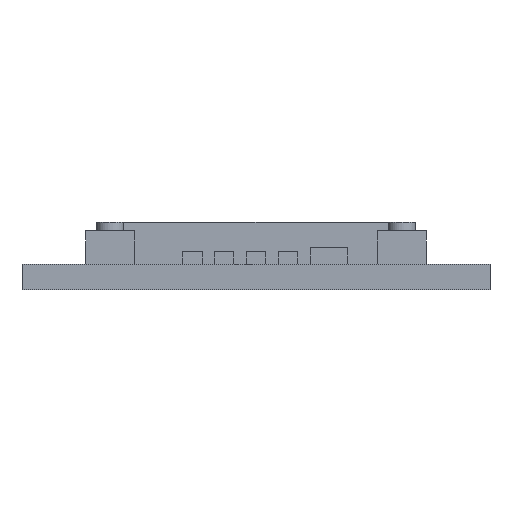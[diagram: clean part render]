
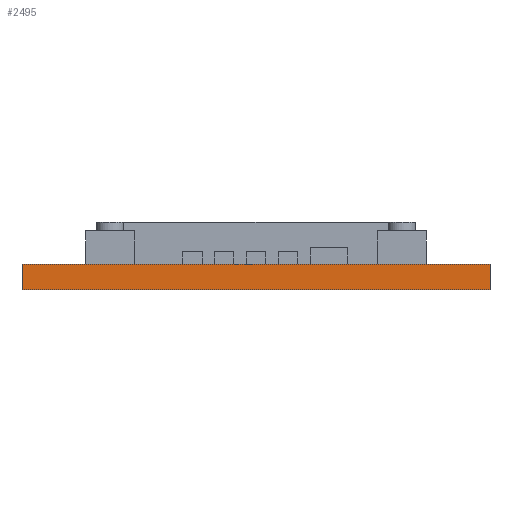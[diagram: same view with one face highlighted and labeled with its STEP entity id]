
A CAD part, front view. The second image highlights one B-rep face of the part: STEP entity #2495.
In plain terms, the highlighted planar face has unit normal (0, -1, 0).
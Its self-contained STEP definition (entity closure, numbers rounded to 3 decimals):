
#379=FACE_OUTER_BOUND('',#551,.T.);
#551=EDGE_LOOP('',(#2247,#2248,#2249,#2250));
#612=LINE('',#3420,#858);
#832=LINE('',#4037,#1078);
#837=LINE('',#4046,#1083);
#838=LINE('',#4048,#1084);
#858=VECTOR('',#2752,10.);
#1078=VECTOR('',#3362,10.);
#1083=VECTOR('',#3371,10.);
#1084=VECTOR('',#3374,10.);
#1099=VERTEX_POINT('',#3418);
#1100=VERTEX_POINT('',#3419);
#1301=VERTEX_POINT('',#4034);
#1304=VERTEX_POINT('',#4044);
#1324=EDGE_CURVE('',#1099,#1100,#612,.T.);
#1628=EDGE_CURVE('',#1301,#1099,#832,.T.);
#1633=EDGE_CURVE('',#1304,#1100,#837,.T.);
#1634=EDGE_CURVE('',#1304,#1301,#838,.T.);
#2247=ORIENTED_EDGE('',*,*,#1634,.F.);
#2248=ORIENTED_EDGE('',*,*,#1633,.T.);
#2249=ORIENTED_EDGE('',*,*,#1324,.F.);
#2250=ORIENTED_EDGE('',*,*,#1628,.F.);
#2373=PLANE('',#2715);
#2495=ADVANCED_FACE('',(#379),#2373,.T.);
#2715=AXIS2_PLACEMENT_3D('',#4047,#3372,#3373);
#2752=DIRECTION('',(1.,0.,0.));
#3362=DIRECTION('',(0.,0.,1.));
#3371=DIRECTION('',(0.,0.,1.));
#3372=DIRECTION('center_axis',(0.,-1.,0.));
#3373=DIRECTION('ref_axis',(1.,0.,0.));
#3374=DIRECTION('',(-1.,0.,0.));
#3418=CARTESIAN_POINT('',(-13.955,-25.33,1.5));
#3419=CARTESIAN_POINT('',(13.955,-25.33,1.5));
#3420=CARTESIAN_POINT('',(13.955,-25.33,1.5));
#4034=CARTESIAN_POINT('',(-13.955,-25.33,0.));
#4037=CARTESIAN_POINT('',(-13.955,-25.33,0.));
#4044=CARTESIAN_POINT('',(13.955,-25.33,0.));
#4046=CARTESIAN_POINT('',(13.955,-25.33,0.));
#4047=CARTESIAN_POINT('Origin',(-13.955,-25.33,0.));
#4048=CARTESIAN_POINT('',(13.955,-25.33,0.));
